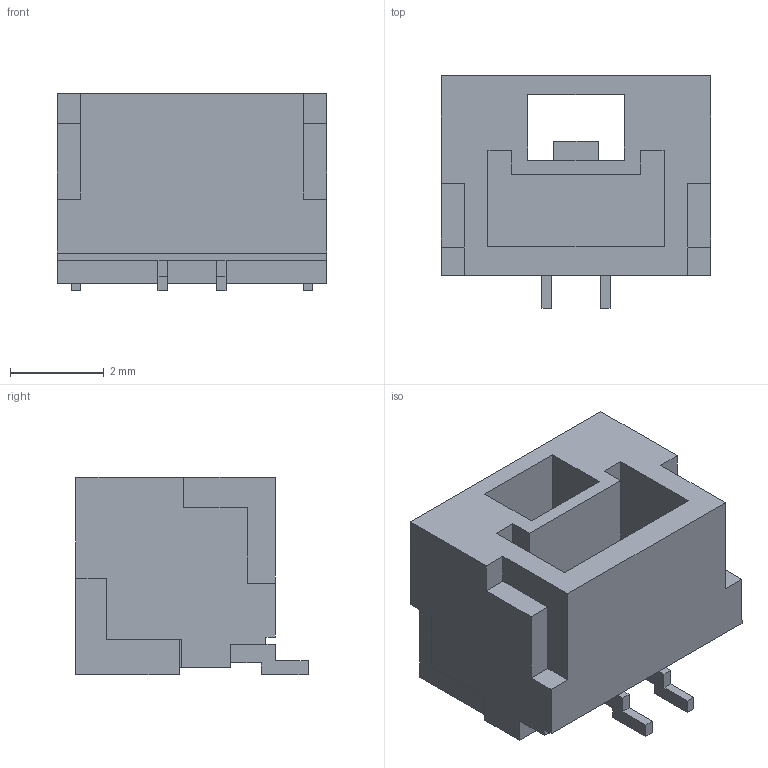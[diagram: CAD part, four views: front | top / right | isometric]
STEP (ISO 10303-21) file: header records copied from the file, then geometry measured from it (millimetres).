
FILE_DESCRIPTION(/* description */ (''),/* implementation_level */ '2;1');
FILE_NAME(/* name */ 'BM02B-GHS-TBT.step',/* time_stamp */ '2018-12-28T19:37:39+10:00',/* author */ (''),/* organization */ (''),/* preprocessor_version */ 'ST-DEVELOPER v17.2',/* originating_system */ 'Autodesk Translation Framework v7.6.0.251',/* authorisation */ '');
FILE_SCHEMA (('AUTOMOTIVE_DESIGN { 1 0 10303 214 3 1 1 }'));
Length unit declared in the file: millimetre
Products named in the file (1): (Unsaved)
Bounding box: 5.75 x 4.95 x 4.2 mm (x, y, z)
Volume: 65.3 mm3; surface area: 190.9 mm2
Topology: 1 solids, 1 shells, 76 faces, 210 edges, 138 vertices
Faces by surface type: plane 76
Entity records: 2467 total; most frequent: CARTESIAN_POINT 425, ORIENTED_EDGE 420, DIRECTION 364, LINE 210, VECTOR 210, EDGE_CURVE 210, VERTEX_POINT 138, EDGE_LOOP 80
